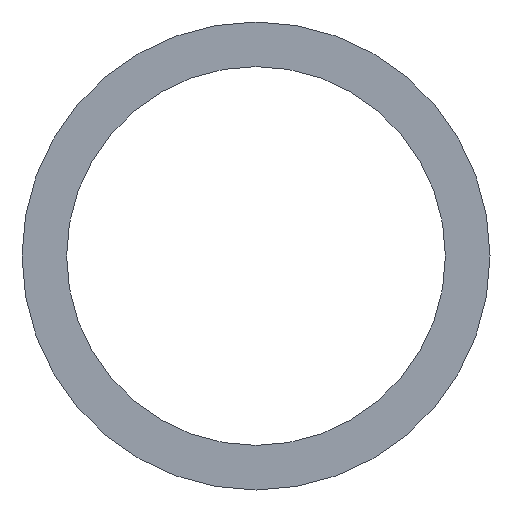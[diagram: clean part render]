
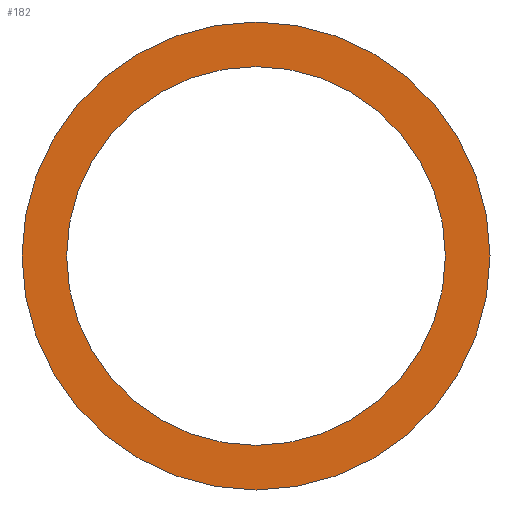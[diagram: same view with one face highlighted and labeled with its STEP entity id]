
A CAD part, front view. The second image highlights one B-rep face of the part: STEP entity #182.
In plain terms, the highlighted planar face has unit normal (0, -1, 0).
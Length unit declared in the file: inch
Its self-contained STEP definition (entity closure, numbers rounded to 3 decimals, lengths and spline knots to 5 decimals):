
#1 = EDGE_CURVE ( 'NONE', #89, #185, #85, .T. ) ;
#3 = ORIENTED_EDGE ( 'NONE', *, *, #178, .T. ) ;
#6 = VERTEX_POINT ( 'NONE', #152 ) ;
#7 = AXIS2_PLACEMENT_3D ( 'NONE', #156, #22, #137 ) ;
#9 = CARTESIAN_POINT ( 'NONE',  ( 0., -14.75, 0. ) ) ;
#11 = DIRECTION ( 'NONE',  ( 0., 1., 0. ) ) ;
#12 = DIRECTION ( 'NONE',  ( 0., 1., 0. ) ) ;
#16 = AXIS2_PLACEMENT_3D ( 'NONE', #179, #12, #44 ) ;
#22 = DIRECTION ( 'NONE',  ( 0., 1., 0. ) ) ;
#23 = CARTESIAN_POINT ( 'NONE',  ( 0., -14.75, 0. ) ) ;
#28 = CIRCLE ( 'NONE', #74, 0.525 ) ;
#36 = CIRCLE ( 'NONE', #91, 0.425 ) ;
#38 = ORIENTED_EDGE ( 'NONE', *, *, #88, .F. ) ;
#40 = CARTESIAN_POINT ( 'NONE',  ( 0., -14.75, 0.425 ) ) ;
#44 = DIRECTION ( 'NONE',  ( 0., 0., 1. ) ) ;
#50 = EDGE_LOOP ( 'NONE', ( #3, #140 ) ) ;
#73 = FACE_OUTER_BOUND ( 'NONE', #209, .T. ) ;
#74 = AXIS2_PLACEMENT_3D ( 'NONE', #213, #143, #196 ) ;
#85 = CIRCLE ( 'NONE', #7, 0.425 ) ;
#88 = EDGE_CURVE ( 'NONE', #125, #6, #28, .T. ) ;
#89 = VERTEX_POINT ( 'NONE', #40 ) ;
#91 = AXIS2_PLACEMENT_3D ( 'NONE', #9, #11, #194 ) ;
#94 = DIRECTION ( 'NONE',  ( 0., 1., 0. ) ) ;
#109 = CIRCLE ( 'NONE', #133, 0.525 ) ;
#113 = CARTESIAN_POINT ( 'NONE',  ( 0., -14.75, -0.525 ) ) ;
#117 = CARTESIAN_POINT ( 'NONE',  ( 0., -14.75, -0.425 ) ) ;
#125 = VERTEX_POINT ( 'NONE', #113 ) ;
#133 = AXIS2_PLACEMENT_3D ( 'NONE', #23, #94, #158 ) ;
#137 = DIRECTION ( 'NONE',  ( 0., 0., 1. ) ) ;
#140 = ORIENTED_EDGE ( 'NONE', *, *, #1, .T. ) ;
#143 = DIRECTION ( 'NONE',  ( 0., 1., 0. ) ) ;
#152 = CARTESIAN_POINT ( 'NONE',  ( 0., -14.75, 0.525 ) ) ;
#156 = CARTESIAN_POINT ( 'NONE',  ( 0., -14.75, 0. ) ) ;
#158 = DIRECTION ( 'NONE',  ( 0., 0., 1. ) ) ;
#165 = EDGE_CURVE ( 'NONE', #6, #125, #109, .T. ) ;
#178 = EDGE_CURVE ( 'NONE', #185, #89, #36, .T. ) ;
#179 = CARTESIAN_POINT ( 'NONE',  ( 0., -14.75, 0. ) ) ;
#182 = ADVANCED_FACE ( 'NONE', ( #73, #216 ), #195, .F. ) ;
#185 = VERTEX_POINT ( 'NONE', #117 ) ;
#188 = ORIENTED_EDGE ( 'NONE', *, *, #165, .F. ) ;
#194 = DIRECTION ( 'NONE',  ( 0., 0., 1. ) ) ;
#195 = PLANE ( 'NONE',  #16 ) ;
#196 = DIRECTION ( 'NONE',  ( 0., 0., 1. ) ) ;
#209 = EDGE_LOOP ( 'NONE', ( #38, #188 ) ) ;
#213 = CARTESIAN_POINT ( 'NONE',  ( 0., -14.75, 0. ) ) ;
#216 = FACE_BOUND ( 'NONE', #50, .T. ) ;
